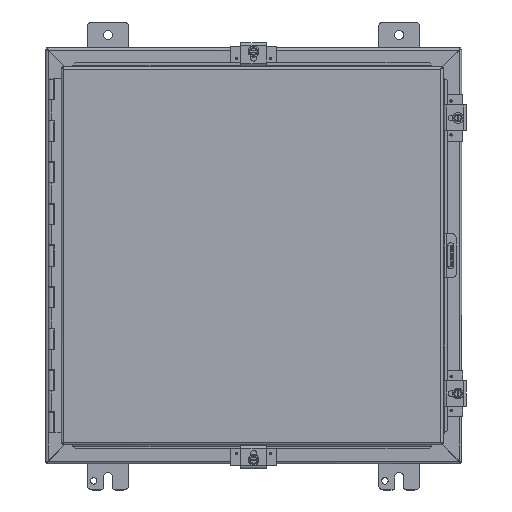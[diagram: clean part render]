
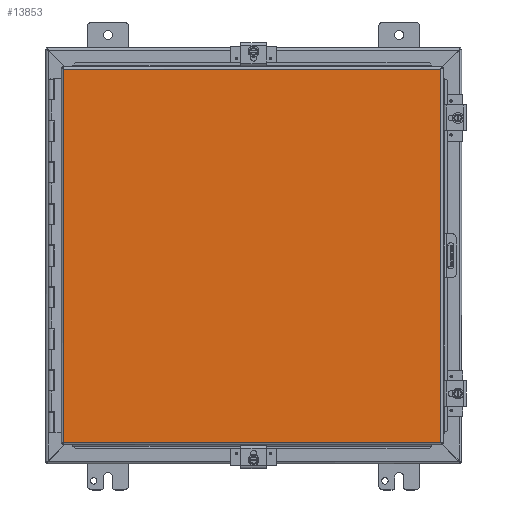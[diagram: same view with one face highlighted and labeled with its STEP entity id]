
A CAD part, top view. The second image highlights one B-rep face of the part: STEP entity #13853.
In plain terms, the highlighted face is planar.
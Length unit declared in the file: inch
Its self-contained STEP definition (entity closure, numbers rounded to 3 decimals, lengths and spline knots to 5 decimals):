
#1685=LINE('',#23139,#2910);
#1691=LINE('',#23260,#2916);
#1701=LINE('',#23413,#2926);
#1704=LINE('',#23446,#2929);
#2910=VECTOR('',#18013,0.3937);
#2916=VECTOR('',#18027,0.3937);
#2926=VECTOR('',#18049,0.3937);
#2929=VECTOR('',#18058,0.3937);
#3961=PLANE('',#15224);
#4627=FACE_OUTER_BOUND('',#5470,.T.);
#5470=EDGE_LOOP('',(#11708,#11709,#11710,#11711));
#7023=VERTEX_POINT('',#23130);
#7024=VERTEX_POINT('',#23138);
#7027=VERTEX_POINT('',#23208);
#7028=VERTEX_POINT('',#23252);
#8645=EDGE_CURVE('',#7024,#7023,#1685,.T.);
#8658=EDGE_CURVE('',#7027,#7028,#1691,.T.);
#8675=EDGE_CURVE('',#7023,#7027,#1701,.T.);
#8679=EDGE_CURVE('',#7028,#7024,#1704,.T.);
#11708=ORIENTED_EDGE('',*,*,#8675,.T.);
#11709=ORIENTED_EDGE('',*,*,#8658,.T.);
#11710=ORIENTED_EDGE('',*,*,#8679,.T.);
#11711=ORIENTED_EDGE('',*,*,#8645,.T.);
#13853=ADVANCED_FACE('',(#4627),#3961,.F.);
#15224=AXIS2_PLACEMENT_3D('',#23526,#18072,#18073);
#18013=DIRECTION('',(-1.,0.,0.));
#18027=DIRECTION('',(1.,0.,0.));
#18049=DIRECTION('',(0.,1.,0.));
#18058=DIRECTION('',(0.,-1.,0.));
#18072=DIRECTION('center_axis',(0.,0.,1.));
#18073=DIRECTION('ref_axis',(1.,0.,0.));
#23130=CARTESIAN_POINT('',(-9.066,-8.97225,0.));
#23138=CARTESIAN_POINT('',(9.066,-8.97225,0.));
#23139=CARTESIAN_POINT('',(4.533,-8.97225,0.));
#23208=CARTESIAN_POINT('',(-9.066,8.97225,0.));
#23252=CARTESIAN_POINT('',(9.066,8.97225,0.));
#23260=CARTESIAN_POINT('',(-4.59375,8.97225,0.));
#23413=CARTESIAN_POINT('',(-9.066,-4.48613,0.));
#23446=CARTESIAN_POINT('',(9.066,4.48613,0.));
#23526=CARTESIAN_POINT('Origin',(0.,0.,
0.));
